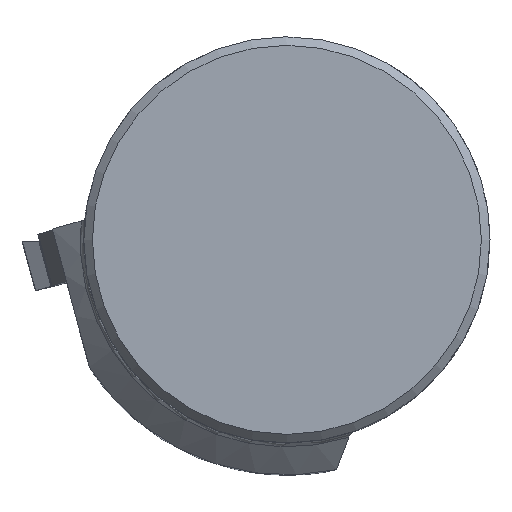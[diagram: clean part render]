
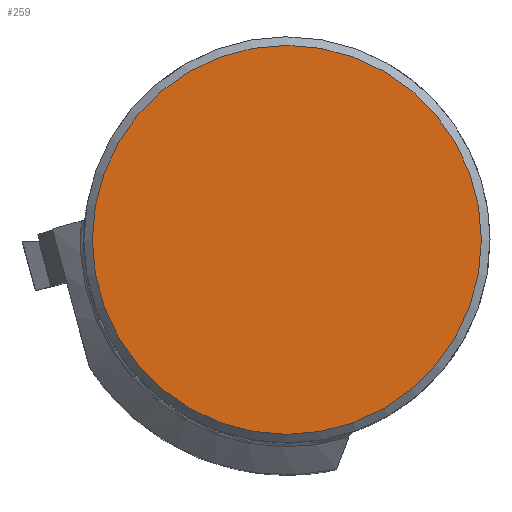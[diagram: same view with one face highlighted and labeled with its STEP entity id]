
A CAD part, top view. The second image highlights one B-rep face of the part: STEP entity #259.
In plain terms, the highlighted planar face has unit normal (0, 0, 1).
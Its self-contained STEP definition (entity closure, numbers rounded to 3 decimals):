
#157=PLANE('',#1632);
#259=ADVANCED_FACE('',(#350),#157,.F.);
#350=FACE_OUTER_BOUND('',#430,.T.);
#430=EDGE_LOOP('',(#794));
#470=CIRCLE('',#1630,15.325);
#794=ORIENTED_EDGE('',*,*,#1175,.T.);
#989=VERTEX_POINT('',#2703);
#1175=EDGE_CURVE('',#989,#989,#470,.T.);
#1630=AXIS2_PLACEMENT_3D('',#2702,#1994,#1995);
#1632=AXIS2_PLACEMENT_3D('',#2705,#1998,#1999);
#1994=DIRECTION('',(0.,0.,1.));
#1995=DIRECTION('',(0.,-1.,0.));
#1998=DIRECTION('',(0.,0.,-1.));
#1999=DIRECTION('',(-1.,0.,0.));
#2702=CARTESIAN_POINT('',(0.,0.,0.));
#2703=CARTESIAN_POINT('',(0.,-15.325,0.));
#2705=CARTESIAN_POINT('',(0.,0.,0.));
